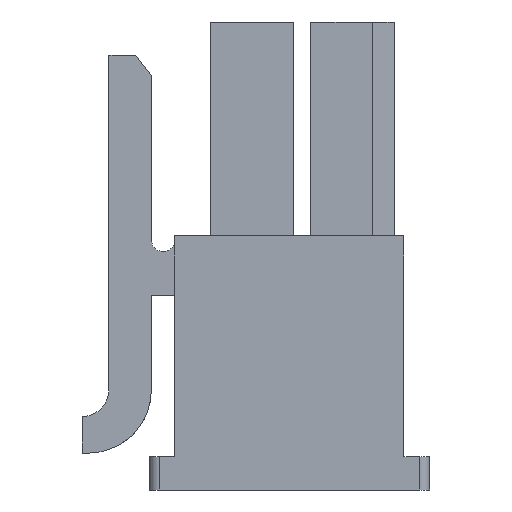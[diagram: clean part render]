
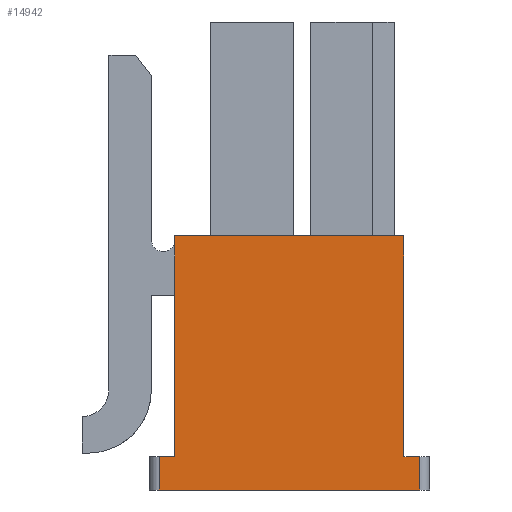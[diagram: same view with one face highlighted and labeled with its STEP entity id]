
A CAD part, front view. The second image highlights one B-rep face of the part: STEP entity #14942.
In plain terms, the highlighted planar face has unit normal (0, -1, 0).
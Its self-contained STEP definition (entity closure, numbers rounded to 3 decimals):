
#2134=ORIENTED_EDGE('',*,*,#5888,.F.);
#2135=ORIENTED_EDGE('',*,*,#5895,.T.);
#2136=ORIENTED_EDGE('',*,*,#5896,.F.);
#2137=ORIENTED_EDGE('',*,*,#5897,.T.);
#2138=ORIENTED_EDGE('',*,*,#5873,.F.);
#2139=ORIENTED_EDGE('',*,*,#5777,.F.);
#2140=ORIENTED_EDGE('',*,*,#5898,.F.);
#2141=ORIENTED_EDGE('',*,*,#5899,.T.);
#5777=EDGE_CURVE('',#7589,#7590,#9278,.T.);
#5873=EDGE_CURVE('',#7590,#7683,#9374,.T.);
#5888=EDGE_CURVE('',#7693,#7694,#9386,.T.);
#5895=EDGE_CURVE('',#7693,#7699,#9390,.F.);
#5896=EDGE_CURVE('',#7700,#7699,#9391,.T.);
#5897=EDGE_CURVE('',#7700,#7683,#9392,.T.);
#5898=EDGE_CURVE('',#7701,#7589,#9393,.T.);
#5899=EDGE_CURVE('',#7701,#7694,#9394,.T.);
#7589=VERTEX_POINT('',#22945);
#7590=VERTEX_POINT('',#22947);
#7683=VERTEX_POINT('',#23137);
#7693=VERTEX_POINT('',#23164);
#7694=VERTEX_POINT('',#23166);
#7699=VERTEX_POINT('',#23179);
#7700=VERTEX_POINT('',#23181);
#7701=VERTEX_POINT('',#23184);
#9278=LINE('',#22946,#11395);
#9374=LINE('',#23136,#11491);
#9386=LINE('',#23165,#11503);
#9390=LINE('',#23178,#11507);
#9391=LINE('',#23180,#11508);
#9392=LINE('',#23182,#11509);
#9393=LINE('',#23183,#11510);
#9394=LINE('',#23185,#11511);
#11395=VECTOR('',#18341,1000.);
#11491=VECTOR('',#18439,1000.);
#11503=VECTOR('',#18463,1000.);
#11507=VECTOR('',#18475,1000.);
#11508=VECTOR('',#18476,1000.);
#11509=VECTOR('',#18477,1000.);
#11510=VECTOR('',#18478,1000.);
#11511=VECTOR('',#18479,1000.);
#12445=EDGE_LOOP('',(#2134,#2135,#2136,#2137,#2138,#2139,#2140,#2141));
#13330=FACE_BOUND('',#12445,.T.);
#14140=PLANE('',#15778);
#14942=ADVANCED_FACE('',(#13330),#14140,.F.);
#15778=AXIS2_PLACEMENT_3D('',#23177,#18473,#18474);
#18341=DIRECTION('',(0.,0.,1.));
#18439=DIRECTION('',(1.,0.,0.));
#18463=DIRECTION('',(-1.,0.,0.));
#18473=DIRECTION('',(0.,1.,0.));
#18474=DIRECTION('',(0.,0.,1.));
#18475=DIRECTION('',(0.,0.,-1.));
#18476=DIRECTION('',(1.,0.,0.));
#18477=DIRECTION('',(0.,0.,1.));
#18478=DIRECTION('',(1.,0.,0.));
#18479=DIRECTION('',(0.,0.,-1.));
#22945=CARTESIAN_POINT('',(-3.815,-13.925,-2.8));
#22946=CARTESIAN_POINT('',(-3.815,-13.925,-3.8));
#22947=CARTESIAN_POINT('',(-3.815,-13.925,3.8));
#23136=CARTESIAN_POINT('',(-3.815,-13.925,3.8));
#23137=CARTESIAN_POINT('',(3.04,-13.925,3.8));
#23164=CARTESIAN_POINT('',(3.515,-13.925,-3.8));
#23165=CARTESIAN_POINT('',(3.815,-13.925,-3.8));
#23166=CARTESIAN_POINT('',(-4.285,-13.925,-3.8));
#23177=CARTESIAN_POINT('',(0.,-13.925,0.));
#23178=CARTESIAN_POINT('',(3.515,-13.925,-2.8));
#23179=CARTESIAN_POINT('',(3.515,-13.925,-2.8));
#23180=CARTESIAN_POINT('',(0.,-13.925,-2.8));
#23181=CARTESIAN_POINT('',(3.04,-13.925,-2.8));
#23182=CARTESIAN_POINT('',(3.04,-13.925,-2.8));
#23183=CARTESIAN_POINT('',(-4.585,-13.925,-2.8));
#23184=CARTESIAN_POINT('',(-4.285,-13.925,-2.8));
#23185=CARTESIAN_POINT('',(-4.285,-13.925,0.));
